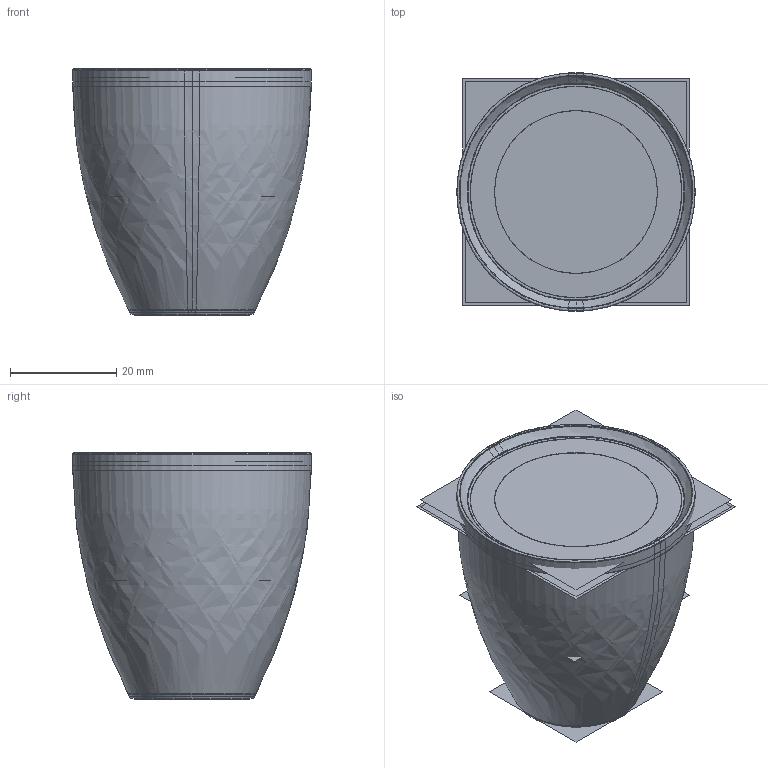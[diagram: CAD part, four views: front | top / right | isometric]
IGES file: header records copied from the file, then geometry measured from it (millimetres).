
Start section:  PTC IGES file: 200650.igs
Global section: file name: 200650.igs; native system: Creo Parametric by PTC Inc.; preprocessor: 2016260; author: PDMAdmin; organization: Unknown; date: 20170621.115154; units: millimetre
Bounding box: 45 x 45 x 46.49 mm (x, y, z)
Volume: 28872.7 mm3; surface area: 100537.1 mm2
Topology: 2 solids, 2 shells, 150 faces, 776 edges, 996 vertices
Faces by surface type: revolution 104, bspline 46
